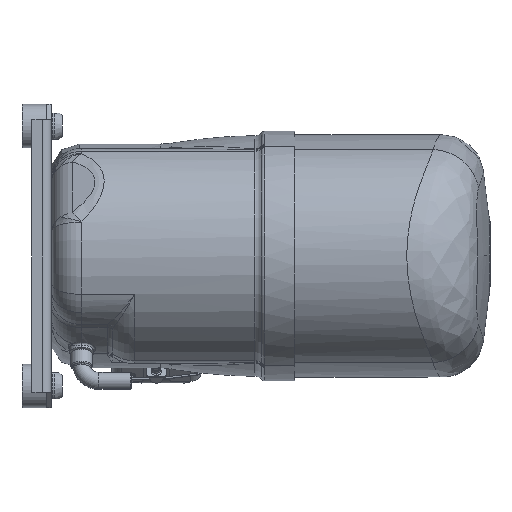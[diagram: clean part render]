
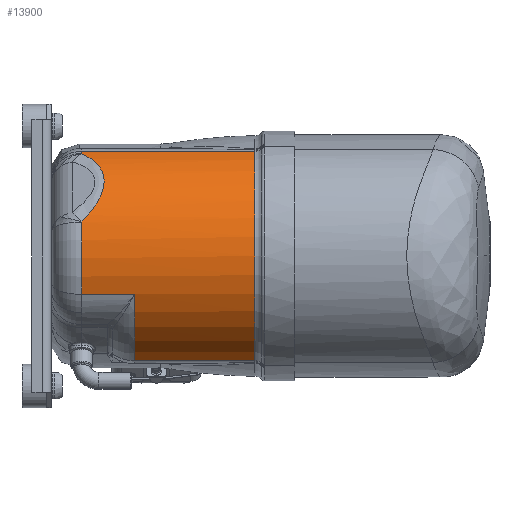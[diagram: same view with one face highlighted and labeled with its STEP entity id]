
A CAD part, left-side view. The second image highlights one B-rep face of the part: STEP entity #13900.
In plain terms, the highlighted cylindrical face has radius 82.042 mm (diameter 164.084 mm), a partial arc.
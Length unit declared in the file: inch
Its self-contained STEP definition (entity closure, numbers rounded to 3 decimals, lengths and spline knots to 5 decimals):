
#925 = LINE ( 'NONE', #7544, #31963 ) ;
#939 = ORIENTED_EDGE ( 'NONE', *, *, #5753, .T. ) ;
#1304 = LINE ( 'NONE', #21680, #16318 ) ;
#1400 = VECTOR ( 'NONE', #37261, 39.37008 ) ;
#1589 = DIRECTION ( 'NONE',  ( 0., 0., 1. ) ) ;
#1599 = EDGE_CURVE ( 'NONE', #20341, #22651, #35441, .T. ) ;
#1865 = CARTESIAN_POINT ( 'NONE',  ( -4.57811, 6.1575, 0.97884 ) ) ;
#2489 = ORIENTED_EDGE ( 'NONE', *, *, #1599, .T. ) ;
#2494 = DIRECTION ( 'NONE',  ( 0., 0., 1. ) ) ;
#4238 = CARTESIAN_POINT ( 'NONE',  ( -4.53524, 5.39153, -1.10463 ) ) ;
#4379 = VERTEX_POINT ( 'NONE', #28828 ) ;
#4716 = AXIS2_PLACEMENT_3D ( 'NONE', #6213, #27233, #9247 ) ;
#4874 = CARTESIAN_POINT ( 'NONE',  ( -4.57815, 6.1575, 0.97873 ) ) ;
#5447 = B_SPLINE_CURVE_WITH_KNOTS ( 'NONE', 3,
 ( #20729, #17681, #23734, #5746, #26769, #8784, #29797 ),
 .UNSPECIFIED., .F., .F.,
 ( 4, 3, 4 ),
 ( 0., 0., 0.00003 ),
 .UNSPECIFIED. ) ;
#5704 = FACE_OUTER_BOUND ( 'NONE', #6601, .T. ) ;
#5746 = CARTESIAN_POINT ( 'NONE',  ( -2.79528, 6.1575, 2.95891 ) ) ;
#5753 = EDGE_CURVE ( 'NONE', #4379, #32919, #31969, .T. ) ;
#5807 = CARTESIAN_POINT ( 'NONE',  ( -2.79513, 6.1575, 2.95898 ) ) ;
#6213 = CARTESIAN_POINT ( 'NONE',  ( -1.5, 4.62556, 0. ) ) ;
#6485 = VERTEX_POINT ( 'NONE', #11610 ) ;
#6601 = EDGE_LOOP ( 'NONE', ( #38243, #37974, #31882, #10624, #23515, #939, #28040, #12314, #34140, #2489 ) ) ;
#7408 = CARTESIAN_POINT ( 'NONE',  ( -1.5, 6.1575, 0. ) ) ;
#7520 = CIRCLE ( 'NONE', #13094, 3.23 ) ;
#7544 = CARTESIAN_POINT ( 'NONE',  ( -2.64649, -10.08922, -3.01968 ) ) ;
#7608 = CARTESIAN_POINT ( 'NONE',  ( -3.66031, 5.27548, 2.57994 ) ) ;
#7758 = CARTESIAN_POINT ( 'NONE',  ( -4.5779, 6.15745, 0.9795 ) ) ;
#8219 = VERTEX_POINT ( 'NONE', #5807 ) ;
#8521 = DIRECTION ( 'NONE',  ( 0., 1., 0. ) ) ;
#8784 = CARTESIAN_POINT ( 'NONE',  ( -2.79586, 6.15745, 2.95866 ) ) ;
#9131 = EDGE_CURVE ( 'NONE', #33696, #22651, #925, .T. ) ;
#9247 = DIRECTION ( 'NONE',  ( 0., 0., 1. ) ) ;
#10445 = DIRECTION ( 'NONE',  ( 0., 0., 1. ) ) ;
#10624 = ORIENTED_EDGE ( 'NONE', *, *, #13188, .T. ) ;
#10929 = EDGE_CURVE ( 'NONE', #29376, #11522, #1304, .T. ) ;
#11168 = CARTESIAN_POINT ( 'NONE',  ( -4.53524, 4.62556, -1.10463 ) ) ;
#11345 = CARTESIAN_POINT ( 'NONE',  ( -2.64649, 1.15695, -3.01968 ) ) ;
#11441 = CARTESIAN_POINT ( 'NONE',  ( -4.53524, 6.1575, -1.10463 ) ) ;
#11522 = VERTEX_POINT ( 'NONE', #25360 ) ;
#11610 = CARTESIAN_POINT ( 'NONE',  ( -4.57815, 6.1575, 0.97873 ) ) ;
#12314 = ORIENTED_EDGE ( 'NONE', *, *, #35877, .T. ) ;
#13094 = AXIS2_PLACEMENT_3D ( 'NONE', #7408, #28407, #10445 ) ;
#13122 = EDGE_CURVE ( 'NONE', #33696, #29376, #38723, .T. ) ;
#13188 = EDGE_CURVE ( 'NONE', #11522, #8219, #36841, .T. ) ;
#13312 = DIRECTION ( 'NONE',  ( 0., 1., 0. ) ) ;
#13900 = ADVANCED_FACE ( 'NONE', ( #5704 ), #27806, .T. ) ;
#15466 = EDGE_CURVE ( 'NONE', #32919, #6485, #29292, .T. ) ;
#16185 = EDGE_CURVE ( 'NONE', #8219, #4379, #5447, .T. ) ;
#16318 = VECTOR ( 'NONE', #27731, 39.37008 ) ;
#16635 = CARTESIAN_POINT ( 'NONE',  ( -4.57781, 6.15737, 0.97978 ) ) ;
#17256 = AXIS2_PLACEMENT_3D ( 'NONE', #29557, #8521, #2494 ) ;
#17481 = AXIS2_PLACEMENT_3D ( 'NONE', #31308, #13312, #34370 ) ;
#17681 = CARTESIAN_POINT ( 'NONE',  ( -2.79518, 6.1575, 2.95895 ) ) ;
#19578 = DIRECTION ( 'NONE',  ( 0., -1., 0. ) ) ;
#19690 = CARTESIAN_POINT ( 'NONE',  ( -4.57781, 6.15737, 0.97978 ) ) ;
#19828 = CARTESIAN_POINT ( 'NONE',  ( -4.57809, 6.1575, 0.9789 ) ) ;
#20341 = VERTEX_POINT ( 'NONE', #11168 ) ;
#20729 = CARTESIAN_POINT ( 'NONE',  ( -2.79513, 6.1575, 2.95898 ) ) ;
#21624 = VERTEX_POINT ( 'NONE', #11441 ) ;
#21680 = CARTESIAN_POINT ( 'NONE',  ( -2.64649, -10.08922, 3.01968 ) ) ;
#22651 = VERTEX_POINT ( 'NONE', #25011 ) ;
#22854 = CARTESIAN_POINT ( 'NONE',  ( -4.57813, 6.1575, 0.97879 ) ) ;
#23515 = ORIENTED_EDGE ( 'NONE', *, *, #16185, .T. ) ;
#23542 = AXIS2_PLACEMENT_3D ( 'NONE', #37639, #19578, #1589 ) ;
#23734 = CARTESIAN_POINT ( 'NONE',  ( -2.79523, 6.1575, 2.95893 ) ) ;
#25011 = CARTESIAN_POINT ( 'NONE',  ( -2.64649, 4.62556, -3.01968 ) ) ;
#25360 = CARTESIAN_POINT ( 'NONE',  ( -2.64649, 6.1575, 3.01968 ) ) ;
#26769 = CARTESIAN_POINT ( 'NONE',  ( -2.79557, 6.15749, 2.95878 ) ) ;
#26826 = EDGE_CURVE ( 'NONE', #21624, #20341, #32428, .T. ) ;
#27233 = DIRECTION ( 'NONE',  ( 0., -1., 0. ) ) ;
#27731 = DIRECTION ( 'NONE',  ( 0., 1., 0. ) ) ;
#27806 = CYLINDRICAL_SURFACE ( 'NONE', #17256, 3.23 ) ;
#28040 = ORIENTED_EDGE ( 'NONE', *, *, #15466, .T. ) ;
#28407 = DIRECTION ( 'NONE',  ( 0., -1., 0. ) ) ;
#28765 = CARTESIAN_POINT ( 'NONE',  ( -4.57781, 6.15737, 0.97978 ) ) ;
#28828 = CARTESIAN_POINT ( 'NONE',  ( -2.79614, 6.15737, 2.95854 ) ) ;
#29292 = B_SPLINE_CURVE_WITH_KNOTS ( 'NONE', 3,
 ( #28765, #7758, #37901, #19828, #1865, #22854, #4874 ),
 .UNSPECIFIED., .F., .F.,
 ( 4, 3, 4 ),
 ( 0., 0.00002, 0.00003 ),
 .UNSPECIFIED. ) ;
#29376 = VERTEX_POINT ( 'NONE', #36988 ) ;
#29557 = CARTESIAN_POINT ( 'NONE',  ( -1.5, -10.08922, 0. ) ) ;
#29797 = CARTESIAN_POINT ( 'NONE',  ( -2.79614, 6.15737, 2.95854 ) ) ;
#31308 = CARTESIAN_POINT ( 'NONE',  ( -1.5, 1.15695, 0. ) ) ;
#31688 = CARTESIAN_POINT ( 'NONE',  ( -2.79614, 6.15737, 2.95854 ) ) ;
#31882 = ORIENTED_EDGE ( 'NONE', *, *, #10929, .T. ) ;
#31963 = VECTOR ( 'NONE', #34673, 39.37008 ) ;
#31969 =( BOUNDED_CURVE ( )  B_SPLINE_CURVE ( 3, ( #31688, #7608, #37751, #19690 ),
 .UNSPECIFIED., .F., .F. ) 
 B_SPLINE_CURVE_WITH_KNOTS ( ( 4, 4 ),
 ( 2.71675, 3.56644 ),
 .UNSPECIFIED. ) 
 CURVE ( )  GEOMETRIC_REPRESENTATION_ITEM ( )  RATIONAL_B_SPLINE_CURVE ( ( 1., 0.941, 0.941, 1. ) ) 
 REPRESENTATION_ITEM ( '' )  );
#32428 = LINE ( 'NONE', #4238, #1400 ) ;
#32919 = VERTEX_POINT ( 'NONE', #16635 ) ;
#33696 = VERTEX_POINT ( 'NONE', #11345 ) ;
#34140 = ORIENTED_EDGE ( 'NONE', *, *, #26826, .T. ) ;
#34370 = DIRECTION ( 'NONE',  ( 0., 0., 1. ) ) ;
#34673 = DIRECTION ( 'NONE',  ( 0., 1., 0. ) ) ;
#35441 = CIRCLE ( 'NONE', #4716, 3.23 ) ;
#35877 = EDGE_CURVE ( 'NONE', #6485, #21624, #7520, .T. ) ;
#36841 = CIRCLE ( 'NONE', #23542, 3.23 ) ;
#36988 = CARTESIAN_POINT ( 'NONE',  ( -2.64649, 1.15695, 3.01968 ) ) ;
#37261 = DIRECTION ( 'NONE',  ( 0., -1., 0. ) ) ;
#37639 = CARTESIAN_POINT ( 'NONE',  ( -1.5, 6.1575, 0. ) ) ;
#37751 = CARTESIAN_POINT ( 'NONE',  ( -4.29162, 5.27548, 1.8788 ) ) ;
#37901 = CARTESIAN_POINT ( 'NONE',  ( -4.578, 6.15749, 0.9792 ) ) ;
#37974 = ORIENTED_EDGE ( 'NONE', *, *, #13122, .T. ) ;
#38243 = ORIENTED_EDGE ( 'NONE', *, *, #9131, .F. ) ;
#38723 = CIRCLE ( 'NONE', #17481, 3.23 ) ;
